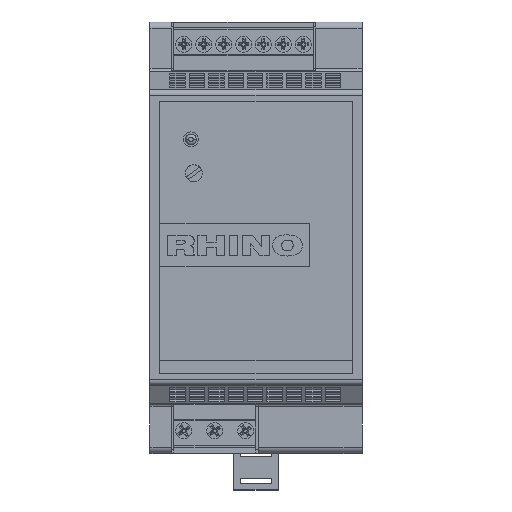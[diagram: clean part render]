
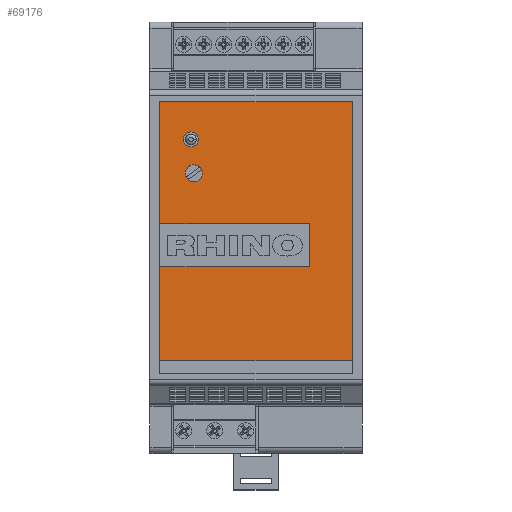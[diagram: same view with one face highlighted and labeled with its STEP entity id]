
A CAD part, top view. The second image highlights one B-rep face of the part: STEP entity #69176.
In plain terms, the highlighted planar face has unit normal (0, 0, 1).
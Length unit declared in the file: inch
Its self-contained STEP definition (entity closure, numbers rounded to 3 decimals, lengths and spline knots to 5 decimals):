
#90 = EDGE_CURVE ( 'NONE', #15599, #15655, #24851, .T. ) ;
#98 = ORIENTED_EDGE ( 'NONE', *, *, #15567, .F. ) ;
#101 = EDGE_CURVE ( 'NONE', #69173, #649, #24840, .T. ) ;
#114 = ORIENTED_EDGE ( 'NONE', *, *, #69189, .F. ) ;
#388 = EDGE_CURVE ( 'NONE', #751, #445, #24890, .T. ) ;
#445 = VERTEX_POINT ( 'NONE', #24835 ) ;
#482 = EDGE_CURVE ( 'NONE', #684, #445, #24871, .T. ) ;
#484 = EDGE_CURVE ( 'NONE', #489, #684, #24877, .T. ) ;
#486 = ORIENTED_EDGE ( 'NONE', *, *, #482, .F. ) ;
#489 = VERTEX_POINT ( 'NONE', #24875 ) ;
#618 = ORIENTED_EDGE ( 'NONE', *, *, #484, .F. ) ;
#649 = VERTEX_POINT ( 'NONE', #24912 ) ;
#679 = ORIENTED_EDGE ( 'NONE', *, *, #716, .T. ) ;
#684 = VERTEX_POINT ( 'NONE', #24914 ) ;
#713 = ORIENTED_EDGE ( 'NONE', *, *, #723, .F. ) ;
#716 = EDGE_CURVE ( 'NONE', #649, #751, #24908, .T. ) ;
#723 = EDGE_CURVE ( 'NONE', #69177, #489, #24905, .T. ) ;
#751 = VERTEX_POINT ( 'NONE', #24895 ) ;
#1013 = ORIENTED_EDGE ( 'NONE', *, *, #388, .T. ) ;
#15567 = EDGE_CURVE ( 'NONE', #15573, #15581, #34774, .T. ) ;
#15573 = VERTEX_POINT ( 'NONE', #53372 ) ;
#15581 = VERTEX_POINT ( 'NONE', #53373 ) ;
#15588 = EDGE_CURVE ( 'NONE', #15655, #15599, #53364, .T. ) ;
#15599 = VERTEX_POINT ( 'NONE', #53388 ) ;
#15655 = VERTEX_POINT ( 'NONE', #53493 ) ;
#21715 = FACE_BOUND ( 'NONE', #69157, .T. ) ;
#21716 = CARTESIAN_POINT ( 'NONE',  ( 0.965, -1.23874, 0.0005 ) ) ;
#21717 = CARTESIAN_POINT ( 'NONE',  ( 0.965, -1.365, 0.0005 ) ) ;
#21721 = AXIS2_PLACEMENT_3D ( 'NONE', #21717, #21757, #21756 ) ;
#21740 = CARTESIAN_POINT ( 'NONE',  ( -0.965, -1.23874, 0.0005 ) ) ;
#21743 = DIRECTION ( 'NONE',  ( 1., 0., 0. ) ) ;
#21744 = DIRECTION ( 'NONE',  ( 0., 0., 1. ) ) ;
#21747 = CARTESIAN_POINT ( 'NONE',  ( -0.654, 0.985, 0.0005 ) ) ;
#21750 = DIRECTION ( 'NONE',  ( 0., -1., 0. ) ) ;
#21751 = VECTOR ( 'NONE', #21750, 39.37008 ) ;
#21752 = CARTESIAN_POINT ( 'NONE',  ( -0.965, 1.365, 0.0005 ) ) ;
#21753 = LINE ( 'NONE', #21752, #21751 ) ;
#21755 = CIRCLE ( 'NONE', #21759, 0.075 ) ;
#21756 = DIRECTION ( 'NONE',  ( 1., 0., 0. ) ) ;
#21757 = DIRECTION ( 'NONE',  ( 0., 0., 1. ) ) ;
#21759 = AXIS2_PLACEMENT_3D ( 'NONE', #21747, #21744, #21743 ) ;
#21763 = PLANE ( 'NONE',  #21721 ) ;
#21764 = FACE_OUTER_BOUND ( 'NONE', #69145, .T. ) ;
#21766 = CARTESIAN_POINT ( 'NONE',  ( -0.965, -0.29585, 0.0005 ) ) ;
#21768 = FACE_BOUND ( 'NONE', #69222, .T. ) ;
#21778 = DIRECTION ( 'NONE',  ( -1., 0., 0. ) ) ;
#21779 = VECTOR ( 'NONE', #21778, 39.37008 ) ;
#21780 = CARTESIAN_POINT ( 'NONE',  ( -0.965, -1.23874, 0.0005 ) ) ;
#21781 = LINE ( 'NONE', #21780, #21779 ) ;
#24835 = CARTESIAN_POINT ( 'NONE',  ( -0.965, 0.13922, 0.0005 ) ) ;
#24837 = DIRECTION ( 'NONE',  ( 0., 1., 0. ) ) ;
#24838 = VECTOR ( 'NONE', #24837, 39.37008 ) ;
#24839 = CARTESIAN_POINT ( 'NONE',  ( 0.965, 1.365, 0.0005 ) ) ;
#24840 = LINE ( 'NONE', #24839, #24838 ) ;
#24842 = DIRECTION ( 'NONE',  ( 1., 0., 0. ) ) ;
#24843 = DIRECTION ( 'NONE',  ( 0., 0., 1. ) ) ;
#24844 = AXIS2_PLACEMENT_3D ( 'NONE', #24852, #24843, #24842 ) ;
#24851 = CIRCLE ( 'NONE', #24844, 0.086 ) ;
#24852 = CARTESIAN_POINT ( 'NONE',  ( -0.625, 0.645, 0.0005 ) ) ;
#24863 = DIRECTION ( 'NONE',  ( 0., 1., 0. ) ) ;
#24864 = VECTOR ( 'NONE', #24863, 39.37008 ) ;
#24865 = CARTESIAN_POINT ( 'NONE',  ( 0.53741, 0.13922, 0.0005 ) ) ;
#24867 = DIRECTION ( 'NONE',  ( -1., 0., 0. ) ) ;
#24868 = VECTOR ( 'NONE', #24867, 39.37008 ) ;
#24869 = CARTESIAN_POINT ( 'NONE',  ( -0.965, 0.13922, 0.0005 ) ) ;
#24871 = LINE ( 'NONE', #24869, #24868 ) ;
#24875 = CARTESIAN_POINT ( 'NONE',  ( 0.53741, -0.29585, 0.0005 ) ) ;
#24877 = LINE ( 'NONE', #24865, #24864 ) ;
#24888 = DIRECTION ( 'NONE',  ( 0., -1., 0. ) ) ;
#24889 = VECTOR ( 'NONE', #24888, 39.37008 ) ;
#24890 = LINE ( 'NONE', #24891, #24889 ) ;
#24891 = CARTESIAN_POINT ( 'NONE',  ( -0.965, 1.365, 0.0005 ) ) ;
#24895 = CARTESIAN_POINT ( 'NONE',  ( -0.965, 1.365, 0.0005 ) ) ;
#24902 = DIRECTION ( 'NONE',  ( 1., 0., 0. ) ) ;
#24903 = VECTOR ( 'NONE', #24902, 39.37008 ) ;
#24904 = CARTESIAN_POINT ( 'NONE',  ( -0.965, -0.29585, 0.0005 ) ) ;
#24905 = LINE ( 'NONE', #24904, #24903 ) ;
#24906 = DIRECTION ( 'NONE',  ( -1., 0., 0. ) ) ;
#24907 = VECTOR ( 'NONE', #24906, 39.37008 ) ;
#24908 = LINE ( 'NONE', #24920, #24907 ) ;
#24912 = CARTESIAN_POINT ( 'NONE',  ( 0.965, 1.365, 0.0005 ) ) ;
#24914 = CARTESIAN_POINT ( 'NONE',  ( 0.53741, 0.13922, 0.0005 ) ) ;
#24920 = CARTESIAN_POINT ( 'NONE',  ( -0.965, 1.365, 0.0005 ) ) ;
#34694 = AXIS2_PLACEMENT_3D ( 'NONE', #34753, #34752, #34751 ) ;
#34751 = DIRECTION ( 'NONE',  ( 1., 0., 0. ) ) ;
#34752 = DIRECTION ( 'NONE',  ( 0., 0., 1. ) ) ;
#34753 = CARTESIAN_POINT ( 'NONE',  ( -0.654, 0.985, 0.0005 ) ) ;
#34774 = CIRCLE ( 'NONE', #34694, 0.075 ) ;
#53349 = AXIS2_PLACEMENT_3D ( 'NONE', #53397, #53396, #53395 ) ;
#53364 = CIRCLE ( 'NONE', #53349, 0.086 ) ;
#53372 = CARTESIAN_POINT ( 'NONE',  ( -0.729, 0.985, 0.0005 ) ) ;
#53373 = CARTESIAN_POINT ( 'NONE',  ( -0.579, 0.985, 0.0005 ) ) ;
#53388 = CARTESIAN_POINT ( 'NONE',  ( -0.539, 0.645, 0.0005 ) ) ;
#53395 = DIRECTION ( 'NONE',  ( 1., 0., 0. ) ) ;
#53396 = DIRECTION ( 'NONE',  ( 0., 0., 1. ) ) ;
#53397 = CARTESIAN_POINT ( 'NONE',  ( -0.625, 0.645, 0.0005 ) ) ;
#53493 = CARTESIAN_POINT ( 'NONE',  ( -0.711, 0.645, 0.0005 ) ) ;
#69145 = EDGE_LOOP ( 'NONE', ( #69149, #114, #69185, #679, #1013, #486, #618, #713 ) ) ;
#69149 = ORIENTED_EDGE ( 'NONE', *, *, #69178, .T. ) ;
#69152 = VERTEX_POINT ( 'NONE', #21740 ) ;
#69157 = EDGE_LOOP ( 'NONE', ( #69168, #98 ) ) ;
#69162 = ORIENTED_EDGE ( 'NONE', *, *, #90, .F. ) ;
#69168 = ORIENTED_EDGE ( 'NONE', *, *, #69182, .F. ) ;
#69173 = VERTEX_POINT ( 'NONE', #21716 ) ;
#69176 = ADVANCED_FACE ( 'NONE', ( #21715, #21768, #21764 ), #21763, .T. ) ;
#69177 = VERTEX_POINT ( 'NONE', #21766 ) ;
#69178 = EDGE_CURVE ( 'NONE', #69177, #69152, #21753, .T. ) ;
#69182 = EDGE_CURVE ( 'NONE', #15581, #15573, #21755, .T. ) ;
#69185 = ORIENTED_EDGE ( 'NONE', *, *, #101, .T. ) ;
#69189 = EDGE_CURVE ( 'NONE', #69173, #69152, #21781, .T. ) ;
#69193 = ORIENTED_EDGE ( 'NONE', *, *, #15588, .F. ) ;
#69222 = EDGE_LOOP ( 'NONE', ( #69162, #69193 ) ) ;
